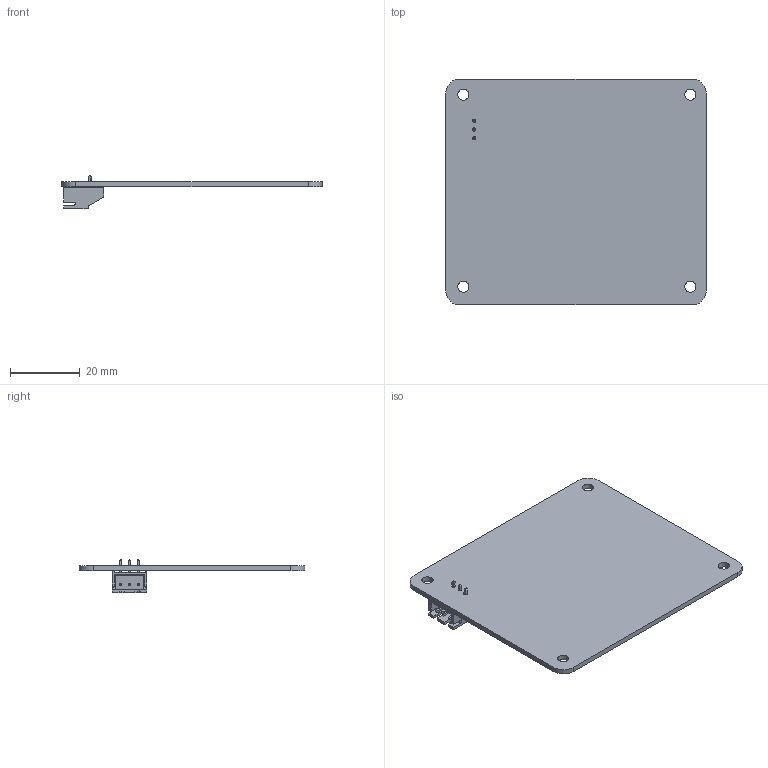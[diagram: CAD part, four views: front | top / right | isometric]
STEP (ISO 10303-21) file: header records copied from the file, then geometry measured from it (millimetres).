
FILE_DESCRIPTION(('KiCad electronic assembly'),'2;1');
FILE_NAME('timer-pcb-led.step','2025-08-04T22:03:41',('Pcbnew'),('Kicad' ),'Open CASCADE STEP processor 7.8','KiCad to STEP converter', 'Unknown');
FILE_SCHEMA(('AUTOMOTIVE_DESIGN { 1 0 10303 214 1 1 1 1 }'));
Length unit declared in the file: millimetre
Products named in the file (3): timer-pcb-led 1; JST_XH_S3B-XH-A-1_1x03_P2.50mm_Horizontal; timer-pcb-led_PCB
Assembly tree (2 placements, depth 2):
  timer-pcb-led 1
    JST_XH_S3B-XH-A-1_1x03_P2.50mm_Horizontal
    timer-pcb-led_PCB
Bounding box: 74.5 x 64.65 x 9.5 mm (x, y, z)
Volume: 7428.8 mm3; surface area: 10665.7 mm2
Topology: 2 solids, 2 shells, 154 faces, 414 edges, 270 vertices
Faces by surface type: plane 133, cylinder 21
Full cylindrical faces by diameter (mm): 0.95 x3, 3.2 x4
Entity records: 5779 total; most frequent: CARTESIAN_POINT 841, ORIENTED_EDGE 828, DIRECTION 770, EDGE_CURVE 414, LINE 372, VECTOR 372, VERTEX_POINT 270, AXIS2_PLACEMENT_3D 199
